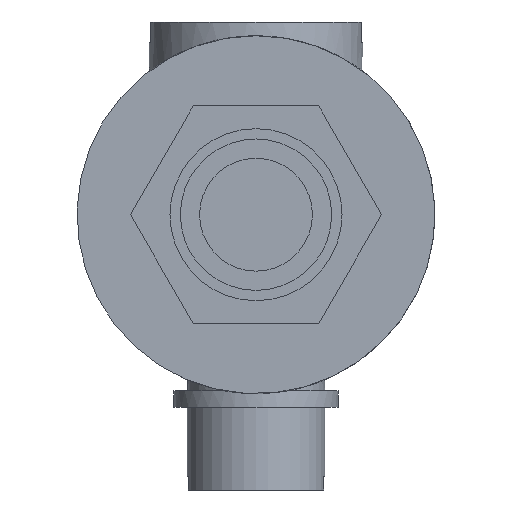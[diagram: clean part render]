
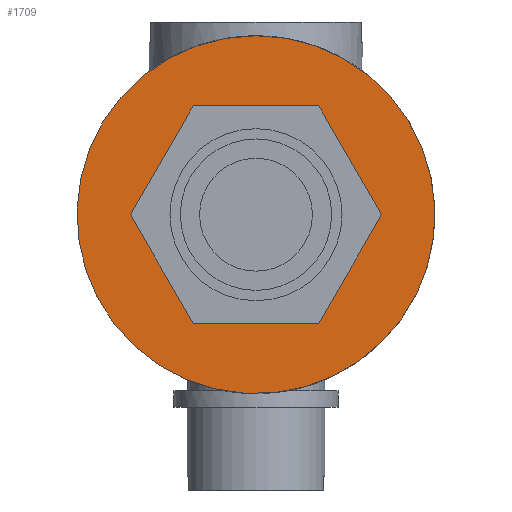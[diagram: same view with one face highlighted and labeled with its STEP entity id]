
A CAD part, front view. The second image highlights one B-rep face of the part: STEP entity #1709.
In plain terms, the highlighted planar face has unit normal (0, -1, 0).
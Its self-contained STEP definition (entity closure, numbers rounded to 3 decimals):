
#21 = EDGE_CURVE('',#22,#22,#24,.T.);
#22 = VERTEX_POINT('',#23);
#23 = CARTESIAN_POINT('',(0.,-11.5,-6.25));
#24 = SURFACE_CURVE('',#25,(#30,#42),.PCURVE_S1.);
#25 = CIRCLE('',#26,6.25);
#26 = AXIS2_PLACEMENT_3D('',#27,#28,#29);
#27 = CARTESIAN_POINT('',(0.,-11.5,0.));
#28 = DIRECTION('',(0.,-1.,0.));
#29 = DIRECTION('',(0.,0.,-1.));
#30 = PCURVE('',#31,#36);
#31 = CYLINDRICAL_SURFACE('',#32,6.25);
#32 = AXIS2_PLACEMENT_3D('',#33,#34,#35);
#33 = CARTESIAN_POINT('',(0.,-20.7,0.));
#34 = DIRECTION('',(-0.,1.,-0.));
#35 = DIRECTION('',(0.,0.,1.));
#36 = DEFINITIONAL_REPRESENTATION('',(#37),#41);
#37 = LINE('',#38,#39);
#38 = CARTESIAN_POINT('',(9.425,9.2));
#39 = VECTOR('',#40,1.);
#40 = DIRECTION('',(-1.,0.));
#41 = ( GEOMETRIC_REPRESENTATION_CONTEXT(2) 
PARAMETRIC_REPRESENTATION_CONTEXT() REPRESENTATION_CONTEXT('2D SPACE',''
  ) );
#42 = PCURVE('',#43,#48);
#43 = PLANE('',#44);
#44 = AXIS2_PLACEMENT_3D('',#45,#46,#47);
#45 = CARTESIAN_POINT('',(0.,-11.5,0.));
#46 = DIRECTION('',(0.,1.,0.));
#47 = DIRECTION('',(0.,-0.,1.));
#48 = DEFINITIONAL_REPRESENTATION('',(#49),#57);
#49 = ( BOUNDED_CURVE() B_SPLINE_CURVE(2,(#50,#51,#52,#53,#54,#55,#56),
.UNSPECIFIED.,.T.,.F.) B_SPLINE_CURVE_WITH_KNOTS((1,2,2,2,2,1),(
    -2.094,0.,2.094,4.189,6.283,
8.378),.UNSPECIFIED.) CURVE() GEOMETRIC_REPRESENTATION_ITEM() 
RATIONAL_B_SPLINE_CURVE((1.,0.5,1.,0.5,1.,0.5,1.)) REPRESENTATION_ITEM(
  '') );
#50 = CARTESIAN_POINT('',(-6.25,0.));
#51 = CARTESIAN_POINT('',(-6.25,10.825));
#52 = CARTESIAN_POINT('',(3.125,5.413));
#53 = CARTESIAN_POINT('',(12.5,0.));
#54 = CARTESIAN_POINT('',(3.125,-5.413));
#55 = CARTESIAN_POINT('',(-6.25,-10.825));
#56 = CARTESIAN_POINT('',(-6.25,0.));
#57 = ( GEOMETRIC_REPRESENTATION_CONTEXT(2) 
PARAMETRIC_REPRESENTATION_CONTEXT() REPRESENTATION_CONTEXT('2D SPACE',''
  ) );
#112 = EDGE_CURVE('',#113,#115,#117,.T.);
#113 = VERTEX_POINT('',#114);
#114 = CARTESIAN_POINT('',(0.,-11.5,13.));
#115 = VERTEX_POINT('',#116);
#116 = CARTESIAN_POINT('',(-0.827,-11.5,-12.974));
#117 = SURFACE_CURVE('',#118,(#123,#135),.PCURVE_S1.);
#118 = CIRCLE('',#119,13.);
#119 = AXIS2_PLACEMENT_3D('',#120,#121,#122);
#120 = CARTESIAN_POINT('',(0.,-11.5,0.));
#121 = DIRECTION('',(0.,1.,0.));
#122 = DIRECTION('',(0.,-0.,1.));
#123 = PCURVE('',#124,#129);
#124 = CYLINDRICAL_SURFACE('',#125,13.);
#125 = AXIS2_PLACEMENT_3D('',#126,#127,#128);
#126 = CARTESIAN_POINT('',(0.,11.5,0.));
#127 = DIRECTION('',(-0.,-1.,-0.));
#128 = DIRECTION('',(0.,0.,-1.));
#129 = DEFINITIONAL_REPRESENTATION('',(#130),#134);
#130 = LINE('',#131,#132);
#131 = CARTESIAN_POINT('',(9.425,23.));
#132 = VECTOR('',#133,1.);
#133 = DIRECTION('',(-1.,0.));
#134 = ( GEOMETRIC_REPRESENTATION_CONTEXT(2) 
PARAMETRIC_REPRESENTATION_CONTEXT() REPRESENTATION_CONTEXT('2D SPACE',''
  ) );
#135 = PCURVE('',#43,#136);
#136 = DEFINITIONAL_REPRESENTATION('',(#137),#141);
#137 = CIRCLE('',#138,13.);
#138 = AXIS2_PLACEMENT_2D('',#139,#140);
#139 = CARTESIAN_POINT('',(0.,0.));
#140 = DIRECTION('',(1.,0.));
#141 = ( GEOMETRIC_REPRESENTATION_CONTEXT(2) 
PARAMETRIC_REPRESENTATION_CONTEXT() REPRESENTATION_CONTEXT('2D SPACE',''
  ) );
#933 = EDGE_CURVE('',#115,#113,#934,.T.);
#934 = SURFACE_CURVE('',#935,(#940,#947),.PCURVE_S1.);
#935 = CIRCLE('',#936,13.);
#936 = AXIS2_PLACEMENT_3D('',#937,#938,#939);
#937 = CARTESIAN_POINT('',(0.,-11.5,0.));
#938 = DIRECTION('',(0.,1.,0.));
#939 = DIRECTION('',(0.,-0.,1.));
#940 = PCURVE('',#124,#941);
#941 = DEFINITIONAL_REPRESENTATION('',(#942),#946);
#942 = LINE('',#943,#944);
#943 = CARTESIAN_POINT('',(15.708,23.));
#944 = VECTOR('',#945,1.);
#945 = DIRECTION('',(-1.,0.));
#946 = ( GEOMETRIC_REPRESENTATION_CONTEXT(2) 
PARAMETRIC_REPRESENTATION_CONTEXT() REPRESENTATION_CONTEXT('2D SPACE',''
  ) );
#947 = PCURVE('',#43,#948);
#948 = DEFINITIONAL_REPRESENTATION('',(#949),#953);
#949 = CIRCLE('',#950,13.);
#950 = AXIS2_PLACEMENT_2D('',#951,#952);
#951 = CARTESIAN_POINT('',(0.,0.));
#952 = DIRECTION('',(1.,0.));
#953 = ( GEOMETRIC_REPRESENTATION_CONTEXT(2) 
PARAMETRIC_REPRESENTATION_CONTEXT() REPRESENTATION_CONTEXT('2D SPACE',''
  ) );
#1709 = ADVANCED_FACE('',(#1710,#1713),#43,.F.);
#1710 = FACE_BOUND('',#1711,.T.);
#1711 = EDGE_LOOP('',(#1712));
#1712 = ORIENTED_EDGE('',*,*,#21,.F.);
#1713 = FACE_BOUND('',#1714,.T.);
#1714 = EDGE_LOOP('',(#1715,#1716));
#1715 = ORIENTED_EDGE('',*,*,#112,.F.);
#1716 = ORIENTED_EDGE('',*,*,#933,.F.);
